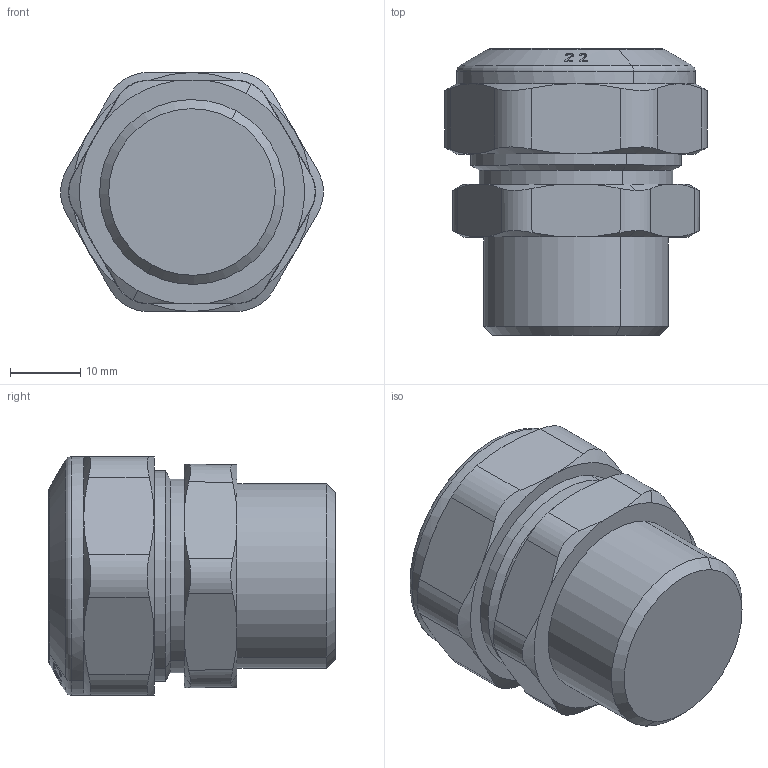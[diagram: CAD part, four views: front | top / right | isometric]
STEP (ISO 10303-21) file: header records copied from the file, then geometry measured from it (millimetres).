
FILE_DESCRIPTION(('CATIA V5 STEP Exchange'),'2;1');
FILE_NAME('STEP_904522_-_TST.stp','2019-12-02T15:34:11+00:00',('none'),('none'),'CATIA Version 5-6 Release 2016 SP4','CATIA V5 STEP AP203','none');
FILE_SCHEMA(('CONFIG_CONTROL_DESIGN'));
Length unit declared in the file: millimetre
Products named in the file (1): 904522 - TST
Bounding box: 37.39 x 40.8 x 34 mm (x, y, z)
Volume: 30512.5 mm3; surface area: 6092.2 mm2
Topology: 1 solids, 1 shells, 235 faces, 638 edges, 418 vertices
Faces by surface type: plane 86, extrusion 77, cone 48, cylinder 20, torus 4
Entity records: 7898 total; most frequent: CARTESIAN_POINT 2892, ORIENTED_EDGE 1276, EDGE_CURVE 638, DIRECTION 552, B_SPLINE_CURVE_WITH_KNOTS 458, VERTEX_POINT 418, VECTOR 272, EDGE_LOOP 248
